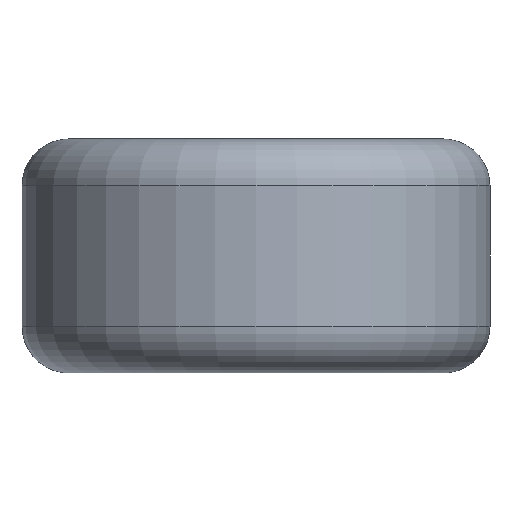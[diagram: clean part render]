
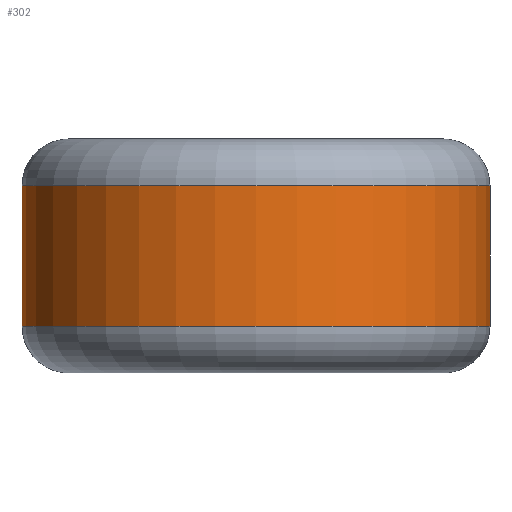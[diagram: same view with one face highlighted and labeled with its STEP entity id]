
A CAD part, left-side view. The second image highlights one B-rep face of the part: STEP entity #302.
In plain terms, the highlighted cylindrical face has radius 10 mm (diameter 20 mm), a partial arc.
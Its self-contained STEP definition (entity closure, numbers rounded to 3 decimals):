
#40=LINE('',#550,#59);
#41=LINE('',#552,#60);
#59=VECTOR('',#459,10.);
#60=VECTOR('',#462,10.);
#70=CYLINDRICAL_SURFACE('',#363,10.);
#87=FACE_OUTER_BOUND('',#108,.T.);
#108=EDGE_LOOP('',(#257,#258,#259,#260));
#130=CIRCLE('',#349,10.);
#135=CIRCLE('',#358,10.);
#151=VERTEX_POINT('',#512);
#153=VERTEX_POINT('',#518);
#154=VERTEX_POINT('',#529);
#156=VERTEX_POINT('',#535);
#178=EDGE_CURVE('',#153,#151,#130,.T.);
#189=EDGE_CURVE('',#154,#156,#135,.T.);
#196=EDGE_CURVE('',#151,#154,#40,.T.);
#197=EDGE_CURVE('',#153,#156,#41,.T.);
#257=ORIENTED_EDGE('',*,*,#189,.F.);
#258=ORIENTED_EDGE('',*,*,#196,.F.);
#259=ORIENTED_EDGE('',*,*,#178,.F.);
#260=ORIENTED_EDGE('',*,*,#197,.T.);
#302=ADVANCED_FACE('',(#87),#70,.T.);
#349=AXIS2_PLACEMENT_3D('',#520,#419,#420);
#358=AXIS2_PLACEMENT_3D('',#539,#443,#444);
#363=AXIS2_PLACEMENT_3D('',#551,#460,#461);
#419=DIRECTION('center_axis',(0.,0.,-1.));
#420=DIRECTION('ref_axis',(-1.,0.,0.));
#443=DIRECTION('center_axis',(0.,0.,1.));
#444=DIRECTION('ref_axis',(-1.,0.,0.));
#459=DIRECTION('',(0.,0.,1.));
#460=DIRECTION('center_axis',(0.,0.,1.));
#461=DIRECTION('ref_axis',(0.,1.,0.));
#462=DIRECTION('',(0.,0.,1.));
#512=CARTESIAN_POINT('',(0.,10.,2.));
#518=CARTESIAN_POINT('',(0.,-10.,2.));
#520=CARTESIAN_POINT('Origin',(0.,0.,2.));
#529=CARTESIAN_POINT('',(0.,10.,8.));
#535=CARTESIAN_POINT('',(0.,-10.,8.));
#539=CARTESIAN_POINT('Origin',(0.,0.,8.));
#550=CARTESIAN_POINT('',(0.,10.,0.));
#551=CARTESIAN_POINT('Origin',(0.,0.,0.));
#552=CARTESIAN_POINT('',(0.,-10.,0.));
